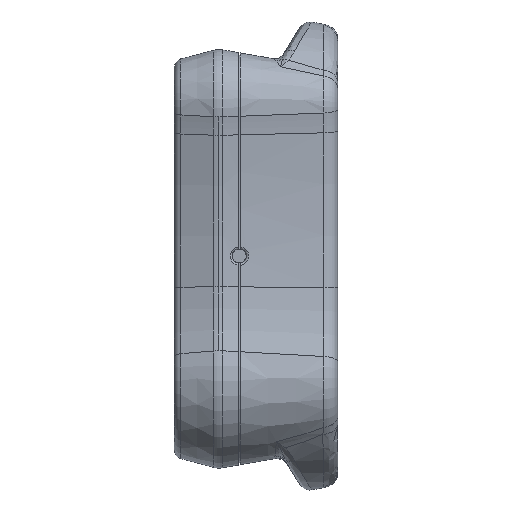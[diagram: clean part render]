
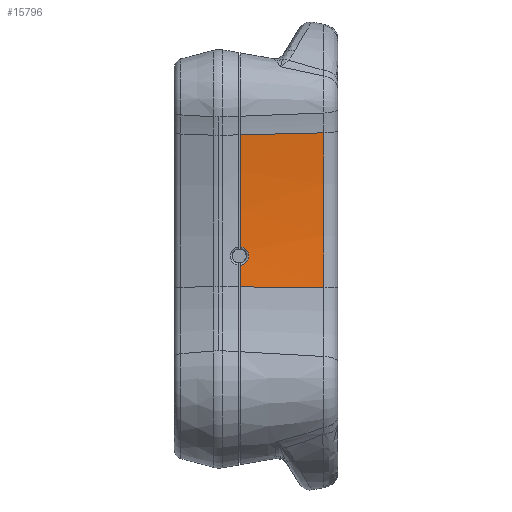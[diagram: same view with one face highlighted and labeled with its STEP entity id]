
A CAD part, left-side view. The second image highlights one B-rep face of the part: STEP entity #15796.
In plain terms, the highlighted conical face has half-angle 10 degrees and reference radius 80 mm.
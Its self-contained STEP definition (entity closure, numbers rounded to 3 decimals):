
#540 = EDGE_CURVE ( 'NONE', #1276, #15117, #9619, .T. ) ;
#926 = EDGE_CURVE ( 'NONE', #25177, #17041, #2370, .T. ) ;
#1060 = CARTESIAN_POINT ( 'NONE',  ( -22.085, -0.869, -0.704 ) ) ;
#1276 = VERTEX_POINT ( 'NONE', #18995 ) ;
#2370 = B_SPLINE_CURVE_WITH_KNOTS ( 'NONE', 3,
 ( #7139, #2568, #4688, #4782, #6796, #11017, #2659, #17385, #1060, #11635, #11733, #26461 ),
 .UNSPECIFIED., .F., .F.,
 ( 4, 2, 2, 2, 2, 4 ),
 ( 0.003, 0.004, 0.005, 0.005, 0.005, 0.006 ),
 .UNSPECIFIED. ) ;
#2444 = EDGE_LOOP ( 'NONE', ( #17425, #17257, #23174, #15624, #17074, #8850 ) ) ;
#2568 = CARTESIAN_POINT ( 'NONE',  ( -22.119, -0.683, 0.81 ) ) ;
#2659 = CARTESIAN_POINT ( 'NONE',  ( -22.03, -1.171, -0.417 ) ) ;
#3976 = EDGE_CURVE ( 'NONE', #17863, #17041, #11968, .T. ) ;
#4688 = CARTESIAN_POINT ( 'NONE',  ( -22.083, -0.883, 0.719 ) ) ;
#4782 = CARTESIAN_POINT ( 'NONE',  ( -22.03, -1.171, 0.417 ) ) ;
#5147 = EDGE_CURVE ( 'NONE', #25177, #21050, #25443, .T. ) ;
#5403 = CONICAL_SURFACE ( 'NONE', #22178, 80., 0.175 ) ;
#5631 = CARTESIAN_POINT ( 'NONE',  ( -23.23, 1.5, 10.781 ) ) ;
#5756 = CARTESIAN_POINT ( 'NONE',  ( -22.199, -0.477, -2.763 ) ) ;
#6033 = AXIS2_PLACEMENT_3D ( 'NONE', #23480, #6714, #21357 ) ;
#6402 = EDGE_CURVE ( 'NONE', #1276, #17863, #25728, .T. ) ;
#6714 = DIRECTION ( 'NONE',  ( 0., -1., 0. ) ) ;
#6796 = CARTESIAN_POINT ( 'NONE',  ( -22.014, -1.255, 0.21 ) ) ;
#7139 = CARTESIAN_POINT ( 'NONE',  ( -22.156, -0.477, 0.822 ) ) ;
#7178 = AXIS2_PLACEMENT_3D ( 'NONE', #17732, #26182, #16097 ) ;
#8850 = ORIENTED_EDGE ( 'NONE', *, *, #22568, .T. ) ;
#9168 = CARTESIAN_POINT ( 'NONE',  ( -102.5, -0.477, 0. ) ) ;
#9619 = CIRCLE ( 'NONE', #7178, 81.668 ) ;
#9754 = DIRECTION ( 'NONE',  ( -0.174, 0.985, 0.006 ) ) ;
#10828 = CARTESIAN_POINT ( 'NONE',  ( -22.884, -0.477, 10.828 ) ) ;
#11017 = CARTESIAN_POINT ( 'NONE',  ( -22.014, -1.255, -0.209 ) ) ;
#11635 = CARTESIAN_POINT ( 'NONE',  ( -22.119, -0.682, -0.79 ) ) ;
#11733 = CARTESIAN_POINT ( 'NONE',  ( -22.137, -0.58, -0.816 ) ) ;
#11868 = CARTESIAN_POINT ( 'NONE',  ( -22.547, 1.5, -2.751 ) ) ;
#11968 = CIRCLE ( 'NONE', #17119, 80.349 ) ;
#12111 = VECTOR ( 'NONE', #14090, 1000. ) ;
#14090 = DIRECTION ( 'NONE',  ( -0.172, 0.985, -0.023 ) ) ;
#15117 = VERTEX_POINT ( 'NONE', #15934 ) ;
#15624 = ORIENTED_EDGE ( 'NONE', *, *, #6402, .F. ) ;
#15796 = ADVANCED_FACE ( 'NONE', ( #23832 ), #5403, .F. ) ;
#15934 = CARTESIAN_POINT ( 'NONE',  ( -21.577, -7.96, 11.006 ) ) ;
#16097 = DIRECTION ( 'NONE',  ( 0., 0., 1. ) ) ;
#17041 = VERTEX_POINT ( 'NONE', #17730 ) ;
#17074 = ORIENTED_EDGE ( 'NONE', *, *, #540, .T. ) ;
#17087 = DIRECTION ( 'NONE',  ( 0., 0., -1. ) ) ;
#17119 = AXIS2_PLACEMENT_3D ( 'NONE', #9168, #17744, #26094 ) ;
#17216 = CARTESIAN_POINT ( 'NONE',  ( -22.156, -0.477, 0.822 ) ) ;
#17257 = ORIENTED_EDGE ( 'NONE', *, *, #926, .T. ) ;
#17385 = CARTESIAN_POINT ( 'NONE',  ( -22.07, -0.956, -0.643 ) ) ;
#17425 = ORIENTED_EDGE ( 'NONE', *, *, #5147, .F. ) ;
#17730 = CARTESIAN_POINT ( 'NONE',  ( -22.156, -0.477, -0.822 ) ) ;
#17732 = CARTESIAN_POINT ( 'NONE',  ( -102.5, -7.96, 0. ) ) ;
#17744 = DIRECTION ( 'NONE',  ( 0., -1., 0. ) ) ;
#17863 = VERTEX_POINT ( 'NONE', #5756 ) ;
#18157 = VECTOR ( 'NONE', #9754, 1000. ) ;
#18995 = CARTESIAN_POINT ( 'NONE',  ( -20.88, -7.96, -2.808 ) ) ;
#19296 = DIRECTION ( 'NONE',  ( 0., -1., 0. ) ) ;
#19384 = CARTESIAN_POINT ( 'NONE',  ( -102.5, 1.5, 0. ) ) ;
#21050 = VERTEX_POINT ( 'NONE', #10828 ) ;
#21357 = DIRECTION ( 'NONE',  ( 0., 0., 1. ) ) ;
#22178 = AXIS2_PLACEMENT_3D ( 'NONE', #19384, #19296, #17087 ) ;
#22568 = EDGE_CURVE ( 'NONE', #15117, #21050, #23337, .T. ) ;
#23174 = ORIENTED_EDGE ( 'NONE', *, *, #3976, .F. ) ;
#23337 = LINE ( 'NONE', #5631, #12111 ) ;
#23480 = CARTESIAN_POINT ( 'NONE',  ( -102.5, -0.477, 0. ) ) ;
#23832 = FACE_OUTER_BOUND ( 'NONE', #2444, .T. ) ;
#25177 = VERTEX_POINT ( 'NONE', #17216 ) ;
#25443 = CIRCLE ( 'NONE', #6033, 80.349 ) ;
#25728 = LINE ( 'NONE', #11868, #18157 ) ;
#26094 = DIRECTION ( 'NONE',  ( 0., 0., 1. ) ) ;
#26182 = DIRECTION ( 'NONE',  ( 0., -1., 0. ) ) ;
#26461 = CARTESIAN_POINT ( 'NONE',  ( -22.156, -0.477, -0.822 ) ) ;
